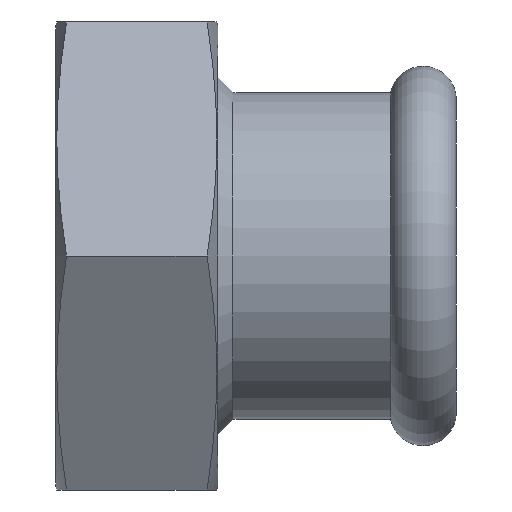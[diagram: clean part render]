
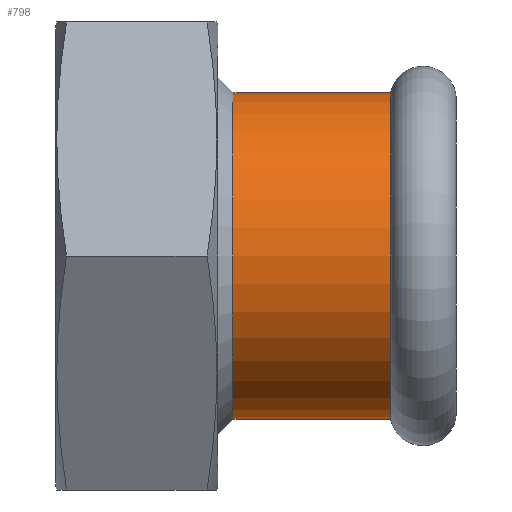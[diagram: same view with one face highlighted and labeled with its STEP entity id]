
A CAD part, left-side view. The second image highlights one B-rep face of the part: STEP entity #798.
In plain terms, the highlighted cylindrical face has radius 22.7 mm (diameter 45.4 mm), a full revolution.
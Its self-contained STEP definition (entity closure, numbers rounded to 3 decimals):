
#70=CYLINDRICAL_SURFACE('',#931,22.7);
#107=FACE_OUTER_BOUND('',#156,.T.);
#156=EDGE_LOOP('',(#699,#700,#701,#702,#703,#704));
#194=LINE('',#1479,#221);
#221=VECTOR('',#1184,22.7);
#251=CIRCLE('',#879,22.7);
#252=CIRCLE('',#880,22.7);
#286=CIRCLE('',#922,22.7);
#287=CIRCLE('',#923,22.7);
#344=VERTEX_POINT('',#1382);
#345=VERTEX_POINT('',#1383);
#374=VERTEX_POINT('',#1459);
#375=VERTEX_POINT('',#1461);
#445=EDGE_CURVE('',#344,#345,#251,.T.);
#446=EDGE_CURVE('',#345,#344,#252,.T.);
#485=EDGE_CURVE('',#374,#375,#286,.T.);
#486=EDGE_CURVE('',#375,#374,#287,.T.);
#494=EDGE_CURVE('',#374,#345,#194,.T.);
#699=ORIENTED_EDGE('',*,*,#486,.F.);
#700=ORIENTED_EDGE('',*,*,#485,.F.);
#701=ORIENTED_EDGE('',*,*,#494,.T.);
#702=ORIENTED_EDGE('',*,*,#446,.T.);
#703=ORIENTED_EDGE('',*,*,#445,.T.);
#704=ORIENTED_EDGE('',*,*,#494,.F.);
#798=ADVANCED_FACE('',(#107),#70,.T.);
#879=AXIS2_PLACEMENT_3D('',#1384,#1070,#1071);
#880=AXIS2_PLACEMENT_3D('',#1385,#1072,#1073);
#922=AXIS2_PLACEMENT_3D('',#1462,#1161,#1162);
#923=AXIS2_PLACEMENT_3D('',#1463,#1163,#1164);
#931=AXIS2_PLACEMENT_3D('',#1478,#1182,#1183);
#1070=DIRECTION('center_axis',(0.,1.,0.));
#1071=DIRECTION('ref_axis',(0.,0.,1.));
#1072=DIRECTION('center_axis',(0.,1.,0.));
#1073=DIRECTION('ref_axis',(0.,0.,1.));
#1161=DIRECTION('center_axis',(0.,1.,0.));
#1162=DIRECTION('ref_axis',(0.,0.,1.));
#1163=DIRECTION('center_axis',(0.,1.,0.));
#1164=DIRECTION('ref_axis',(0.,0.,1.));
#1182=DIRECTION('center_axis',(0.,1.,0.));
#1183=DIRECTION('ref_axis',(0.,0.,1.));
#1184=DIRECTION('',(0.,-1.,0.));
#1382=CARTESIAN_POINT('',(0.,9.116,22.7));
#1383=CARTESIAN_POINT('',(0.,9.116,-22.7));
#1384=CARTESIAN_POINT('Origin',(0.,9.116,0.));
#1385=CARTESIAN_POINT('Origin',(0.,9.116,0.));
#1459=CARTESIAN_POINT('',(0.,31.,-22.7));
#1461=CARTESIAN_POINT('',(0.,31.,22.7));
#1462=CARTESIAN_POINT('Origin',(0.,31.,0.));
#1463=CARTESIAN_POINT('Origin',(0.,31.,0.));
#1478=CARTESIAN_POINT('Origin',(0.,20.058,0.));
#1479=CARTESIAN_POINT('',(0.,20.058,-22.7));
